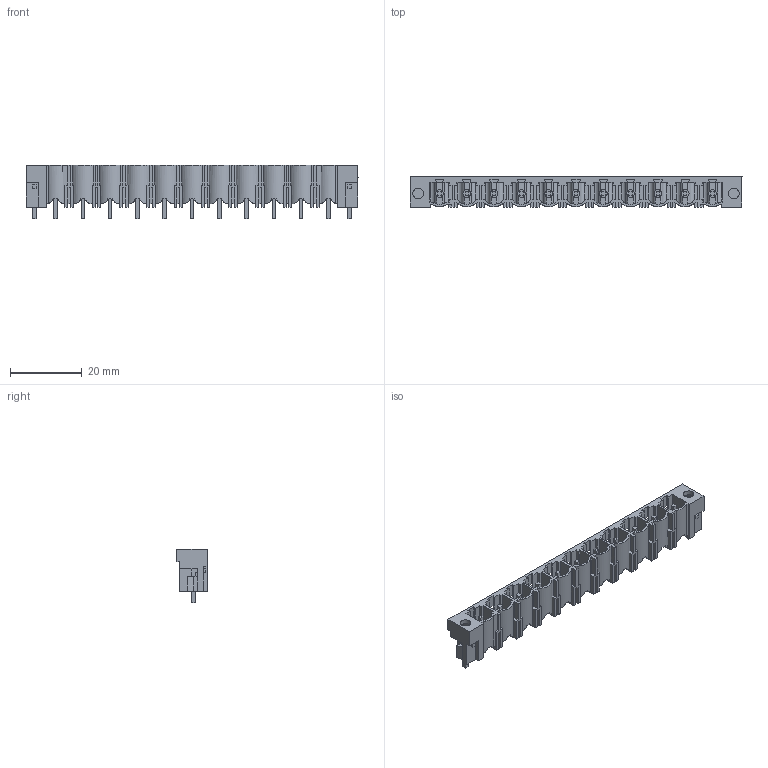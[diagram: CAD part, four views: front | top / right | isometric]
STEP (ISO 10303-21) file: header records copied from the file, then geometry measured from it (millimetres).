
FILE_DESCRIPTION(('CATIA V5 STEP Exchange','CAx-IF Rec.Pracs.--- Model Styling and Organization---1.4--- 2014-01-23'),'2;1');
FILE_NAME ('D1448937_1_1141180000_1141180000.stp','2021-05-21T12:59:49+00:00',('none'),('Weidmueller'),'CATIA Version 5-6 Release 2016 SP3 HF44','CATIA V5 STEP AP214','none');
FILE_SCHEMA(('AUTOMOTIVE_DESIGN { 1 0 10303 214 1 1 1 1 }'));
Length unit declared in the file: millimetre
Products named in the file (1): 1141180000
Bounding box: 92.68 x 8.4 x 14.95 mm (x, y, z)
Volume: 3307.9 mm3; surface area: 8574.7 mm2
Topology: 14 solids, 14 shells, 721 faces, 2061 edges, 1355 vertices
Faces by surface type: plane 607, cylinder 114
Entity records: 21878 total; most frequent: CARTESIAN_POINT 4344, ORIENTED_EDGE 4122, DIRECTION 2832, EDGE_CURVE 2061, VECTOR 1745, LINE 1745, VERTEX_POINT 1355, EDGE_LOOP 738
